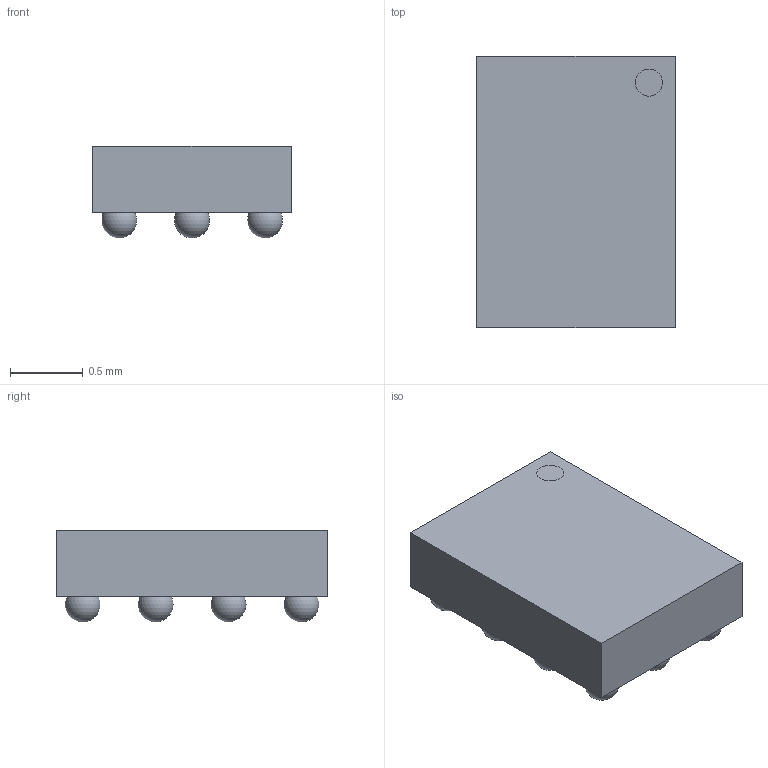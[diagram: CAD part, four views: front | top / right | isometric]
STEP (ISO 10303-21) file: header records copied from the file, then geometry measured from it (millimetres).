
FILE_DESCRIPTION(/* description */ ('model of Texas_DSBGA-10_1.36x1.86mm_Layout3x4_P0.5mm'),/* implementation_level */ '2;1');
FILE_NAME(/* name */ 'Texas_DSBGA-10_1.36x1.86mm_Layout3x4_P0.5mm.step',/* time_stamp */ '1970-01-01T00:00:00',/* author */ ('KiCAD','kicad'),/* organization */ ('OCCT'),/* preprocessor_version */ '',/* originating_system */ 'KiCAD',/* authorisation */ '');
FILE_SCHEMA(('AUTOMOTIVE_DESIGN { 1 0 10303 214 1 1 1 1 }'));
Length unit declared in the file: millimetre
Products named in the file (1): Texas_DSBGA-10_1.36x1.86mm_Layout3x4_P0.5mm
Bounding box: 1.36 x 1.86 x 0.63 mm (x, y, z)
Volume: 1.2 mm3; surface area: 9 mm2
Topology: 1 solids, 1 shells, 17 faces, 43 edges, 29 vertices
Faces by surface type: sphere 10, plane 7
Entity records: 401 total; most frequent: CARTESIAN_POINT 51, ORIENTED_EDGE 50, AXIS2_PLACEMENT_3D 39, EDGE_CURVE 33, VERTEX_POINT 29, FACE_BOUND 28, EDGE_LOOP 28, CIRCLE 21
